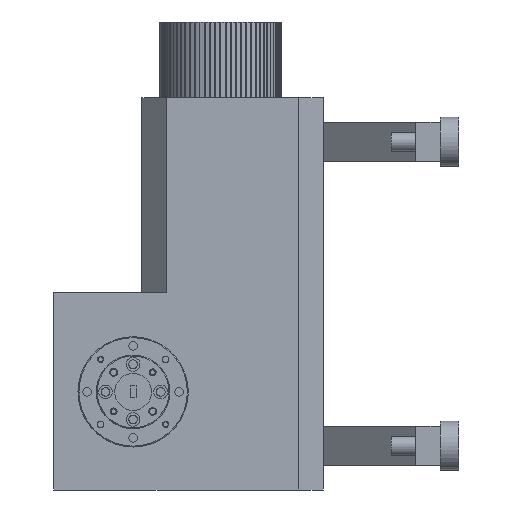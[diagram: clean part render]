
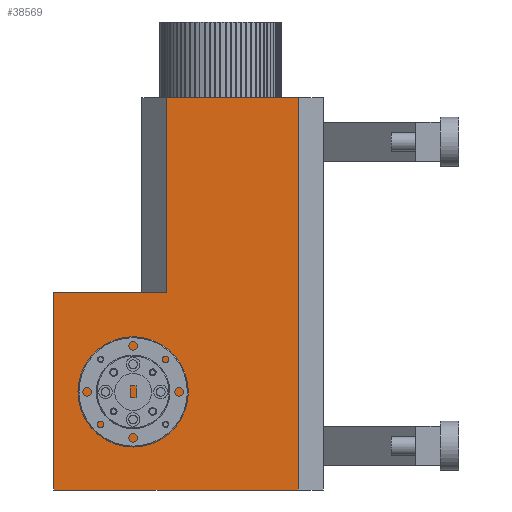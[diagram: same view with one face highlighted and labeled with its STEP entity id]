
A CAD part, left-side view. The second image highlights one B-rep face of the part: STEP entity #38569.
In plain terms, the highlighted planar face has unit normal (-1, 0, 0).
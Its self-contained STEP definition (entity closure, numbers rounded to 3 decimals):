
#113 = CARTESIAN_POINT ( 'NONE',  ( -34.128, 62.46, -63.82 ) ) ;
#352 = DIRECTION ( 'NONE',  ( 0., 0., 1. ) ) ;
#3585 = AXIS2_PLACEMENT_3D ( 'NONE', #57807, #63382, #42607 ) ;
#5042 = VECTOR ( 'NONE', #7194, 1000. ) ;
#5640 = VERTEX_POINT ( 'NONE', #29358 ) ;
#7194 = DIRECTION ( 'NONE',  ( 0., 0., 1. ) ) ;
#8319 = LINE ( 'NONE', #8413, #41850 ) ;
#8413 = CARTESIAN_POINT ( 'NONE',  ( -34.128, 10.898, -12.766 ) ) ;
#10942 = CARTESIAN_POINT ( 'NONE',  ( -34.128, -0.924, -12.766 ) ) ;
#12103 = FACE_OUTER_BOUND ( 'NONE', #34299, .T. ) ;
#17295 = VECTOR ( 'NONE', #35021, 1000. ) ;
#18937 = DIRECTION ( 'NONE',  ( 0., 1., 0. ) ) ;
#22169 = DIRECTION ( 'NONE',  ( 0., 0., 1. ) ) ;
#24314 = ORIENTED_EDGE ( 'NONE', *, *, #45493, .F. ) ;
#29358 = CARTESIAN_POINT ( 'NONE',  ( -34.128, -0.924, -63.82 ) ) ;
#30064 = LINE ( 'NONE', #64817, #66023 ) ;
#31277 = VERTEX_POINT ( 'NONE', #42977 ) ;
#31826 = CARTESIAN_POINT ( 'NONE',  ( -34.128, 33.134, -12.766 ) ) ;
#32724 = CARTESIAN_POINT ( 'NONE',  ( -34.128, 33.134, 37.78 ) ) ;
#33567 = ORIENTED_EDGE ( 'NONE', *, *, #61033, .F. ) ;
#33992 = VECTOR ( 'NONE', #49660, 1000. ) ;
#34299 = EDGE_LOOP ( 'NONE', ( #56492, #44097, #33567, #47710, #44436, #24314 ) ) ;
#34470 = CARTESIAN_POINT ( 'NONE',  ( -34.128, 10.898, -63.82 ) ) ;
#35021 = DIRECTION ( 'NONE',  ( 0., -1., 0. ) ) ;
#36856 = LINE ( 'NONE', #60259, #5042 ) ;
#38473 = CARTESIAN_POINT ( 'NONE',  ( -34.128, -0.924, 37.78 ) ) ;
#38569 = ADVANCED_FACE ( 'NONE', ( #12103 ), #63838, .F. ) ;
#41850 = VECTOR ( 'NONE', #18937, 1000. ) ;
#42060 = LINE ( 'NONE', #10942, #67104 ) ;
#42155 = EDGE_CURVE ( 'NONE', #5640, #50531, #42060, .T. ) ;
#42607 = DIRECTION ( 'NONE',  ( 0., 0., -1. ) ) ;
#42977 = CARTESIAN_POINT ( 'NONE',  ( -34.128, 62.46, -12.766 ) ) ;
#43167 = VERTEX_POINT ( 'NONE', #31826 ) ;
#44097 = ORIENTED_EDGE ( 'NONE', *, *, #52894, .T. ) ;
#44436 = ORIENTED_EDGE ( 'NONE', *, *, #42155, .T. ) ;
#45493 = EDGE_CURVE ( 'NONE', #64416, #50531, #58331, .T. ) ;
#46003 = EDGE_CURVE ( 'NONE', #5640, #50733, #51591, .T. ) ;
#47710 = ORIENTED_EDGE ( 'NONE', *, *, #46003, .F. ) ;
#49660 = DIRECTION ( 'NONE',  ( 0., 1., 0. ) ) ;
#50531 = VERTEX_POINT ( 'NONE', #38473 ) ;
#50733 = VERTEX_POINT ( 'NONE', #113 ) ;
#51591 = LINE ( 'NONE', #34470, #33992 ) ;
#51744 = EDGE_CURVE ( 'NONE', #43167, #64416, #36856, .T. ) ;
#52894 = EDGE_CURVE ( 'NONE', #43167, #31277, #8319, .T. ) ;
#56492 = ORIENTED_EDGE ( 'NONE', *, *, #51744, .F. ) ;
#56723 = CARTESIAN_POINT ( 'NONE',  ( -34.128, 10.898, 37.78 ) ) ;
#57807 = CARTESIAN_POINT ( 'NONE',  ( -34.128, 10.898, -12.766 ) ) ;
#58331 = LINE ( 'NONE', #56723, #17295 ) ;
#60259 = CARTESIAN_POINT ( 'NONE',  ( -34.128, 33.134, -12.766 ) ) ;
#61033 = EDGE_CURVE ( 'NONE', #50733, #31277, #30064, .T. ) ;
#63382 = DIRECTION ( 'NONE',  ( 1., 0., 0. ) ) ;
#63838 = PLANE ( 'NONE',  #3585 ) ;
#64416 = VERTEX_POINT ( 'NONE', #32724 ) ;
#64817 = CARTESIAN_POINT ( 'NONE',  ( -34.128, 62.46, -63.821 ) ) ;
#66023 = VECTOR ( 'NONE', #352, 1000. ) ;
#67104 = VECTOR ( 'NONE', #22169, 1000. ) ;
